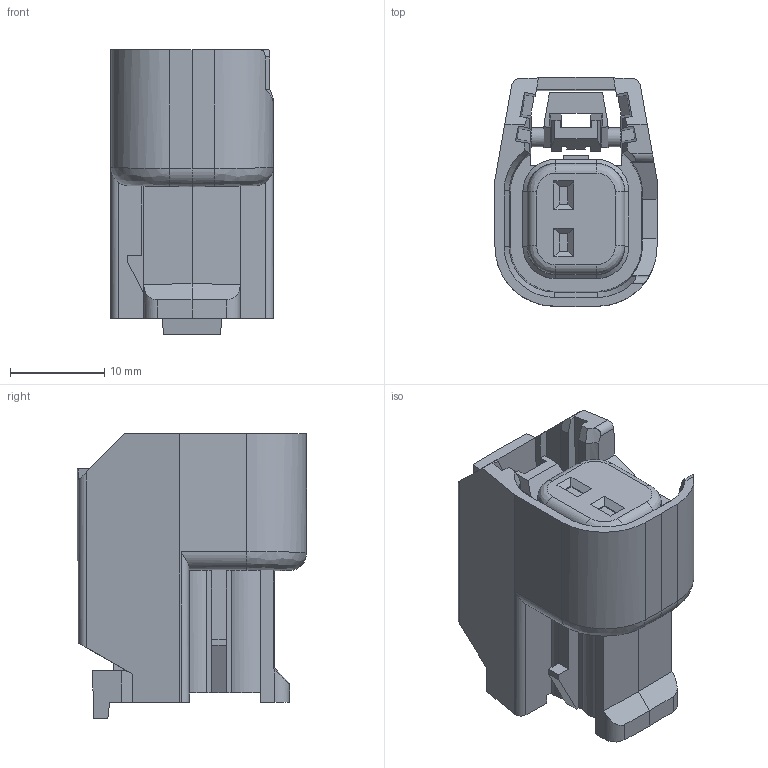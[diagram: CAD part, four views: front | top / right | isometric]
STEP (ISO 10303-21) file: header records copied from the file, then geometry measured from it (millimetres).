
FILE_DESCRIPTION(/* description */ (''),/* implementation_level */ '2;1');
FILE_NAME(/* name */ '15419715-ENV11_04-CONN.stp',/* time_stamp */ '2024-01-03T10:44:59+08:00',/* author */ (''),/* organization */ (''),/* preprocessor_version */ 'ST-DEVELOPER v16',/* originating_system */ 'SIEMENS PLM Software NX 11.0',/* authorisation */ '');
FILE_SCHEMA (('AUTOMOTIVE_DESIGN { 1 0 10303 214 3 1 1 1 }'));
Length unit declared in the file: millimetre
Products named in the file (1): 15419715-ENV11_04-CONN
Bounding box: 17.18 x 24.31 x 30.2 mm (x, y, z)
Volume: 5230.6 mm3; surface area: 5009.6 mm2
Topology: 1 solids, 1 shells, 308 faces, 848 edges, 541 vertices
Faces by surface type: plane 236, cylinder 54, bspline 10, cone 8
Entity records: 9861 total; most frequent: CARTESIAN_POINT 1999, ORIENTED_EDGE 1696, DIRECTION 1539, EDGE_CURVE 848, LINE 713, VECTOR 713, VERTEX_POINT 541, AXIS2_PLACEMENT_3D 413
